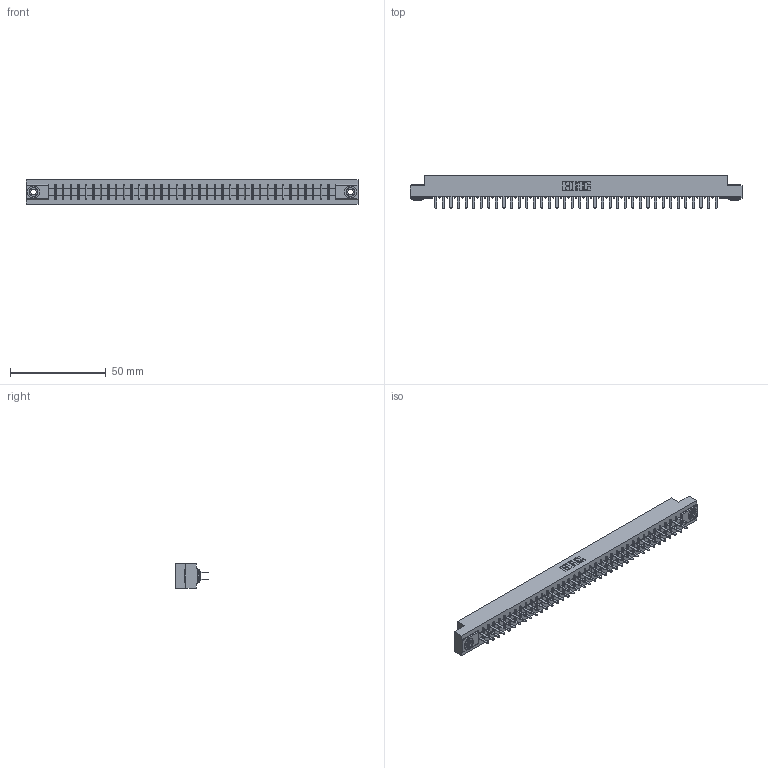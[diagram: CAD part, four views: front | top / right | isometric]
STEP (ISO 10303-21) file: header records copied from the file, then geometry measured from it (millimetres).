
FILE_DESCRIPTION (( 'STEP AP203' ), '1' );
FILE_NAME ('315-076-520-203.STEP', '2019-09-10T22:24:05', ( '' ), ( '' ), 'SwSTEP 2.0', 'SolidWorks 2016', '' );
FILE_SCHEMA (( 'CONFIG_CONTROL_DESIGN' ));
Length unit declared in the file: inch
Products named in the file (4): 315-076-520-203; 305-290-001_520; 345-250-002_345-250-002-102; 305 Part_.156 Dia
Assembly tree (79 placements, depth 2):
  315-076-520-203
    305 Part_.156 Dia
    305-290-001_520  x76
    345-250-002_345-250-002-102  x2
Bounding box: 173.58 x 17.09 x 12.7 mm (x, y, z)
Volume: 18081.9 mm3; surface area: 23216.3 mm2
Topology: 79 solids, 79 shells, 3664 faces, 10422 edges, 6740 vertices
Faces by surface type: plane 2144, cylinder 1360, sphere 152, cone 8
Entity records: 42576 total; most frequent: CARTESIAN_POINT 7025, ORIENTED_EDGE 6964, DIRECTION 6814, EDGE_CURVE 3482, LINE 2804, VECTOR 2804, VERTEX_POINT 2216, AXIS2_PLACEMENT_3D 2005
